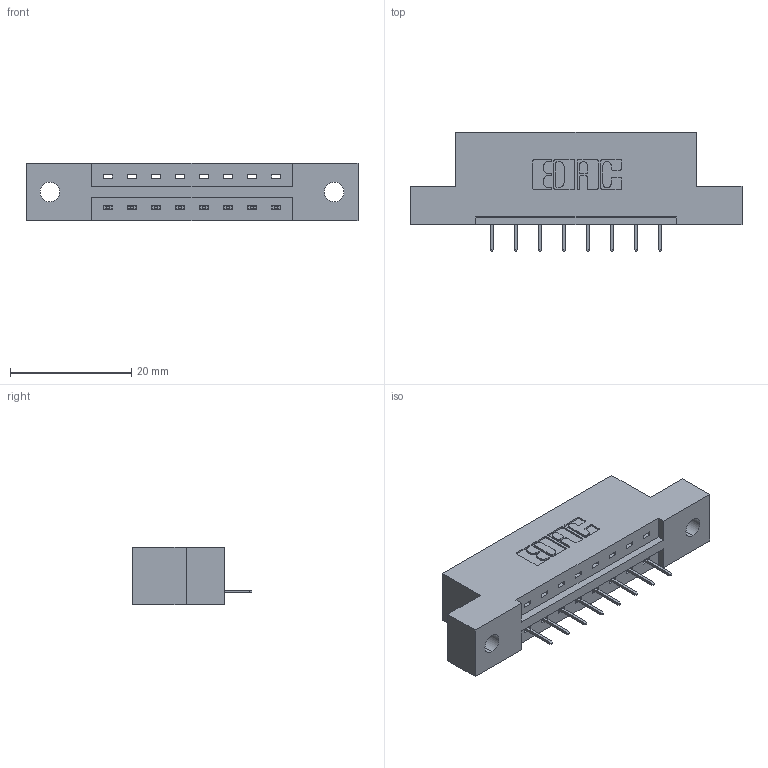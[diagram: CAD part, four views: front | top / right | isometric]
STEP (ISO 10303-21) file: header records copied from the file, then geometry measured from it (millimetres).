
FILE_DESCRIPTION (( 'STEP AP203' ), '1' );
FILE_NAME ('387-008-524-102.STEP', '2018-09-10T04:10:27', ( '' ), ( '' ), 'SwSTEP 2.0', 'SolidWorks 2016', '' );
FILE_SCHEMA (( 'CONFIG_CONTROL_DESIGN' ));
Length unit declared in the file: inch
Products named in the file (3): 337 Part_Flush Mounting Lugs - 0.128 Dia; 345-292-001_345-293-124; 387-008-524-102
Assembly tree (9 placements, depth 2):
  387-008-524-102
    337 Part_Flush Mounting Lugs - 0.128 Dia
    345-292-001_345-293-124  x8
Bounding box: 54.71 x 19.69 x 9.4 mm (x, y, z)
Volume: 5192.6 mm3; surface area: 4796.1 mm2
Topology: 9 solids, 9 shells, 642 faces, 1847 edges, 1198 vertices
Faces by surface type: plane 486, cylinder 156
Entity records: 10421 total; most frequent: CARTESIAN_POINT 1818, ORIENTED_EDGE 1762, DIRECTION 1601, EDGE_CURVE 881, LINE 757, VECTOR 757, VERTEX_POINT 582, AXIS2_PLACEMENT_3D 422
